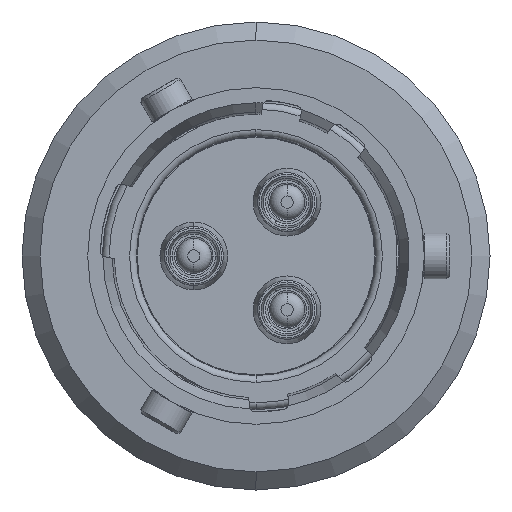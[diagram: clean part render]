
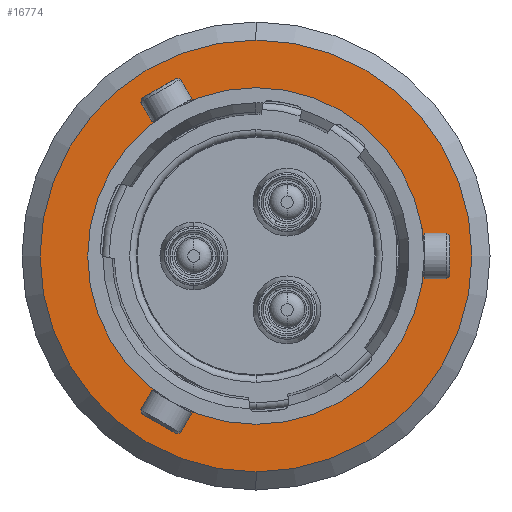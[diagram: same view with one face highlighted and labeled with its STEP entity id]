
A CAD part, left-side view. The second image highlights one B-rep face of the part: STEP entity #16774.
In plain terms, the highlighted planar face has unit normal (-1, 0, 0).
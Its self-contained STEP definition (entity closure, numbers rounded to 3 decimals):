
#418 = DIRECTION ( 'NONE',  ( 0., 0., -1. ) ) ;
#1073 = AXIS2_PLACEMENT_3D ( 'NONE', #12225, #2803, #13801 ) ;
#1416 = VERTEX_POINT ( 'NONE', #13411 ) ;
#2202 = EDGE_CURVE ( 'NONE', #1416, #19561, #16816, .T. ) ;
#2308 = FACE_OUTER_BOUND ( 'NONE', #9921, .T. ) ;
#2803 = DIRECTION ( 'NONE',  ( -1., 0., 0. ) ) ;
#4358 = CIRCLE ( 'NONE', #6973, 7.445 ) ;
#4514 = ORIENTED_EDGE ( 'NONE', *, *, #2202, .T. ) ;
#4771 = CARTESIAN_POINT ( 'NONE',  ( 10.945, 6.093, 8.068 ) ) ;
#5237 = AXIS2_PLACEMENT_3D ( 'NONE', #5506, #16414, #7082 ) ;
#5506 = CARTESIAN_POINT ( 'NONE',  ( 10.945, 13.538, -1.482 ) ) ;
#6973 = AXIS2_PLACEMENT_3D ( 'NONE', #7047, #17999, #8599 ) ;
#7047 = CARTESIAN_POINT ( 'NONE',  ( 10.945, 6.093, -1.482 ) ) ;
#7082 = DIRECTION ( 'NONE',  ( 0., 0., -1. ) ) ;
#8599 = DIRECTION ( 'NONE',  ( 0., 0., 1. ) ) ;
#8806 = VERTEX_POINT ( 'NONE', #10286 ) ;
#9406 = CIRCLE ( 'NONE', #16631, 9.55 ) ;
#9896 = DIRECTION ( 'NONE',  ( -1., 0., 0. ) ) ;
#9921 = EDGE_LOOP ( 'NONE', ( #4514, #11483 ) ) ;
#10286 = CARTESIAN_POINT ( 'NONE',  ( 10.945, 6.093, -8.927 ) ) ;
#10701 = AXIS2_PLACEMENT_3D ( 'NONE', #19875, #19810, #19739 ) ;
#11057 = EDGE_CURVE ( 'NONE', #8806, #17880, #16897, .T. ) ;
#11483 = ORIENTED_EDGE ( 'NONE', *, *, #17223, .T. ) ;
#11718 = EDGE_CURVE ( 'NONE', #17880, #8806, #4358, .T. ) ;
#11798 = CARTESIAN_POINT ( 'NONE',  ( 10.945, 6.093, 5.963 ) ) ;
#12054 = EDGE_LOOP ( 'NONE', ( #12972, #18382 ) ) ;
#12225 = CARTESIAN_POINT ( 'NONE',  ( 10.945, 6.093, -1.482 ) ) ;
#12972 = ORIENTED_EDGE ( 'NONE', *, *, #11718, .F. ) ;
#13411 = CARTESIAN_POINT ( 'NONE',  ( 10.945, 6.093, -11.032 ) ) ;
#13801 = DIRECTION ( 'NONE',  ( 0., 0., 1. ) ) ;
#14391 = FACE_BOUND ( 'NONE', #12054, .T. ) ;
#16272 = PLANE ( 'NONE',  #5237 ) ;
#16414 = DIRECTION ( 'NONE',  ( 1., 0., 0. ) ) ;
#16631 = AXIS2_PLACEMENT_3D ( 'NONE', #19348, #9896, #418 ) ;
#16774 = ADVANCED_FACE ( 'NONE', ( #2308, #14391 ), #16272, .F. ) ;
#16816 = CIRCLE ( 'NONE', #10701, 9.55 ) ;
#16897 = CIRCLE ( 'NONE', #1073, 7.445 ) ;
#17223 = EDGE_CURVE ( 'NONE', #19561, #1416, #9406, .T. ) ;
#17880 = VERTEX_POINT ( 'NONE', #11798 ) ;
#17999 = DIRECTION ( 'NONE',  ( -1., 0., 0. ) ) ;
#18382 = ORIENTED_EDGE ( 'NONE', *, *, #11057, .F. ) ;
#19348 = CARTESIAN_POINT ( 'NONE',  ( 10.945, 6.093, -1.482 ) ) ;
#19561 = VERTEX_POINT ( 'NONE', #4771 ) ;
#19739 = DIRECTION ( 'NONE',  ( 0., 0., -1. ) ) ;
#19810 = DIRECTION ( 'NONE',  ( -1., 0., 0. ) ) ;
#19875 = CARTESIAN_POINT ( 'NONE',  ( 10.945, 6.093, -1.482 ) ) ;
